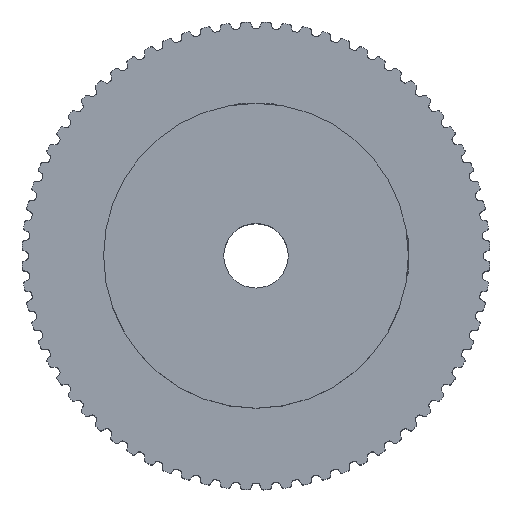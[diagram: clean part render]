
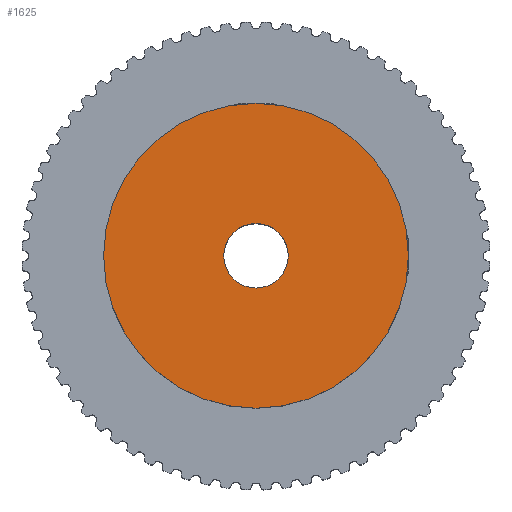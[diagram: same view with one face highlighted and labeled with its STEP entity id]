
A CAD part, top view. The second image highlights one B-rep face of the part: STEP entity #1625.
In plain terms, the highlighted planar face has unit normal (0, 0, 1).
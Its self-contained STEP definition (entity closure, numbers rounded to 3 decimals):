
#114 = FACE_OUTER_BOUND ( 'NONE', #15603, .T. ) ;
#1371 = EDGE_CURVE ( 'NONE', #8092, #5906, #13676, .T. ) ;
#1625 = ADVANCED_FACE ( 'NONE', ( #14864, #114 ), #7416, .T. ) ;
#2312 = CIRCLE ( 'NONE', #4633, 3.175 ) ;
#2469 = CARTESIAN_POINT ( 'NONE',  ( 0., 0., 18. ) ) ;
#3567 = ORIENTED_EDGE ( 'NONE', *, *, #19254, .T. ) ;
#4156 = DIRECTION ( 'NONE',  ( 0., 0., 1. ) ) ;
#4633 = AXIS2_PLACEMENT_3D ( 'NONE', #2469, #15061, #17094 ) ;
#4964 = CARTESIAN_POINT ( 'NONE',  ( 0., 0., 18. ) ) ;
#5223 = AXIS2_PLACEMENT_3D ( 'NONE', #6086, #4156, #11709 ) ;
#5627 = DIRECTION ( 'NONE',  ( 0., 0., 1. ) ) ;
#5906 = VERTEX_POINT ( 'NONE', #17139 ) ;
#5939 = AXIS2_PLACEMENT_3D ( 'NONE', #23125, #6739, #22913 ) ;
#6086 = CARTESIAN_POINT ( 'NONE',  ( 0., 0., 18. ) ) ;
#6739 = DIRECTION ( 'NONE',  ( 0., 0., 1. ) ) ;
#7416 = PLANE ( 'NONE',  #13700 ) ;
#8092 = VERTEX_POINT ( 'NONE', #8620 ) ;
#8449 = ORIENTED_EDGE ( 'NONE', *, *, #13616, .F. ) ;
#8620 = CARTESIAN_POINT ( 'NONE',  ( 15., 0., 18. ) ) ;
#9055 = CIRCLE ( 'NONE', #5223, 3.175 ) ;
#9379 = CIRCLE ( 'NONE', #5939, 15. ) ;
#9532 = ORIENTED_EDGE ( 'NONE', *, *, #1371, .T. ) ;
#11709 = DIRECTION ( 'NONE',  ( 1., 0., 0. ) ) ;
#11921 = DIRECTION ( 'NONE',  ( 0., 0., 1. ) ) ;
#12453 = VERTEX_POINT ( 'NONE', #23612 ) ;
#12814 = DIRECTION ( 'NONE',  ( 1., 0., 0. ) ) ;
#13616 = EDGE_CURVE ( 'NONE', #19616, #12453, #2312, .T. ) ;
#13676 = CIRCLE ( 'NONE', #20909, 15. ) ;
#13700 = AXIS2_PLACEMENT_3D ( 'NONE', #22019, #5627, #12814 ) ;
#14864 = FACE_BOUND ( 'NONE', #20306, .T. ) ;
#15061 = DIRECTION ( 'NONE',  ( 0., 0., 1. ) ) ;
#15603 = EDGE_LOOP ( 'NONE', ( #3567, #9532 ) ) ;
#15629 = DIRECTION ( 'NONE',  ( 1., 0., 0. ) ) ;
#17094 = DIRECTION ( 'NONE',  ( 1., 0., 0. ) ) ;
#17139 = CARTESIAN_POINT ( 'NONE',  ( -15., 0., 18. ) ) ;
#19254 = EDGE_CURVE ( 'NONE', #5906, #8092, #9379, .T. ) ;
#19403 = CARTESIAN_POINT ( 'NONE',  ( -3.175, 0., 18. ) ) ;
#19521 = ORIENTED_EDGE ( 'NONE', *, *, #21568, .F. ) ;
#19616 = VERTEX_POINT ( 'NONE', #19403 ) ;
#20306 = EDGE_LOOP ( 'NONE', ( #19521, #8449 ) ) ;
#20909 = AXIS2_PLACEMENT_3D ( 'NONE', #4964, #11921, #15629 ) ;
#21568 = EDGE_CURVE ( 'NONE', #12453, #19616, #9055, .T. ) ;
#22019 = CARTESIAN_POINT ( 'NONE',  ( 0., 0., 18. ) ) ;
#22913 = DIRECTION ( 'NONE',  ( 1., 0., 0. ) ) ;
#23125 = CARTESIAN_POINT ( 'NONE',  ( 0., 0., 18. ) ) ;
#23612 = CARTESIAN_POINT ( 'NONE',  ( 3.175, 0., 18. ) ) ;
